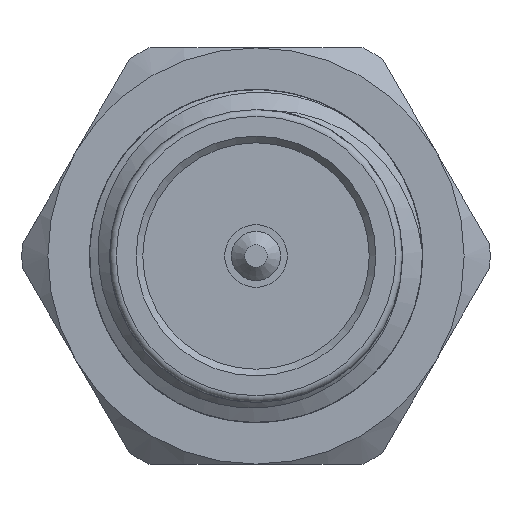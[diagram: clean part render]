
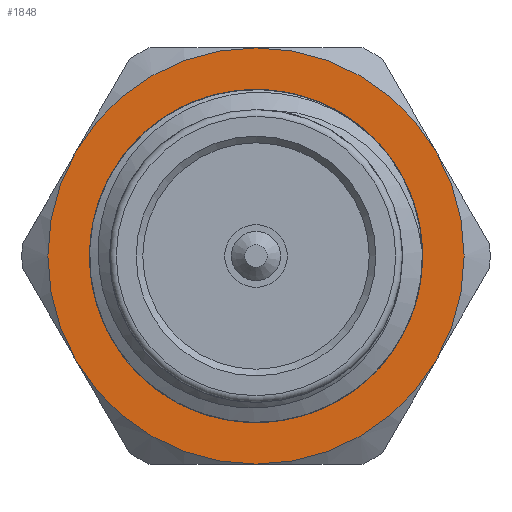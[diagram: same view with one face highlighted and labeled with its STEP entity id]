
A CAD part, left-side view. The second image highlights one B-rep face of the part: STEP entity #1848.
In plain terms, the highlighted planar face has unit normal (-1, 0, 0).
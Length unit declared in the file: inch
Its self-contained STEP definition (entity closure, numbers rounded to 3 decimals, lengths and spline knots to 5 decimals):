
#3 = CARTESIAN_POINT ( 'NONE',  ( 0.245, 0., 0.10989 ) ) ;
#108 = DIRECTION ( 'NONE',  ( -1., 0., 0. ) ) ;
#131 = EDGE_CURVE ( 'NONE', #2450, #2522, #207, .T. ) ;
#185 = VERTEX_POINT ( 'NONE', #2276 ) ;
#187 = CARTESIAN_POINT ( 'NONE',  ( 0.245, 0., 0. ) ) ;
#207 = CIRCLE ( 'NONE', #368, 0.15625 ) ;
#246 = VERTEX_POINT ( 'NONE', #3 ) ;
#272 = DIRECTION ( 'NONE',  ( 0., 0., 1. ) ) ;
#327 = ORIENTED_EDGE ( 'NONE', *, *, #487, .T. ) ;
#368 = AXIS2_PLACEMENT_3D ( 'NONE', #1221, #1425, #432 ) ;
#432 = DIRECTION ( 'NONE',  ( 0., 0., 1. ) ) ;
#487 = EDGE_CURVE ( 'NONE', #547, #185, #1967, .T. ) ;
#532 = DIRECTION ( 'NONE',  ( 0., 0., 1. ) ) ;
#547 = VERTEX_POINT ( 'NONE', #1074 ) ;
#575 = CARTESIAN_POINT ( 'NONE',  ( 0.245, 0., 0. ) ) ;
#584 = CIRCLE ( 'NONE', #1559, 0.15625 ) ;
#639 = AXIS2_PLACEMENT_3D ( 'NONE', #2277, #2099, #532 ) ;
#644 = AXIS2_PLACEMENT_3D ( 'NONE', #187, #2165, #2367 ) ;
#645 = CARTESIAN_POINT ( 'NONE',  ( 0.245, -0.13532, 0.07813 ) ) ;
#662 = AXIS2_PLACEMENT_3D ( 'NONE', #575, #1552, #2355 ) ;
#680 = DIRECTION ( 'NONE',  ( 0., 0., 1. ) ) ;
#687 = ORIENTED_EDGE ( 'NONE', *, *, #2424, .T. ) ;
#698 = CARTESIAN_POINT ( 'NONE',  ( 0.245, 0., 0. ) ) ;
#712 = AXIS2_PLACEMENT_3D ( 'NONE', #698, #726, #1928 ) ;
#726 = DIRECTION ( 'NONE',  ( -1., 0., 0. ) ) ;
#757 = PLANE ( 'NONE',  #1164 ) ;
#858 = CIRCLE ( 'NONE', #644, 0.15625 ) ;
#895 = CIRCLE ( 'NONE', #662, 0.15625 ) ;
#903 = CARTESIAN_POINT ( 'NONE',  ( 0.245, 0., 0.15625 ) ) ;
#968 = FACE_BOUND ( 'NONE', #1650, .T. ) ;
#969 = DIRECTION ( 'NONE',  ( 0., 0., 1. ) ) ;
#993 = VERTEX_POINT ( 'NONE', #645 ) ;
#1036 = ORIENTED_EDGE ( 'NONE', *, *, #1522, .T. ) ;
#1074 = CARTESIAN_POINT ( 'NONE',  ( 0.245, 0., -0.15625 ) ) ;
#1160 = EDGE_CURVE ( 'NONE', #246, #246, #1962, .T. ) ;
#1164 = AXIS2_PLACEMENT_3D ( 'NONE', #1369, #2154, #969 ) ;
#1221 = CARTESIAN_POINT ( 'NONE',  ( 0.245, 0., 0. ) ) ;
#1271 = EDGE_LOOP ( 'NONE', ( #2584, #2156, #2289, #1036, #327, #687 ) ) ;
#1357 = CARTESIAN_POINT ( 'NONE',  ( 0.245, 0.13532, -0.07813 ) ) ;
#1369 = CARTESIAN_POINT ( 'NONE',  ( 0.245, 0., 0. ) ) ;
#1425 = DIRECTION ( 'NONE',  ( -1., 0., 0. ) ) ;
#1454 = DIRECTION ( 'NONE',  ( -1., 0., 0. ) ) ;
#1472 = CARTESIAN_POINT ( 'NONE',  ( 0.245, 0., 0. ) ) ;
#1522 = EDGE_CURVE ( 'NONE', #2522, #547, #2436, .T. ) ;
#1552 = DIRECTION ( 'NONE',  ( -1., 0., 0. ) ) ;
#1559 = AXIS2_PLACEMENT_3D ( 'NONE', #1697, #108, #680 ) ;
#1650 = EDGE_LOOP ( 'NONE', ( #1974 ) ) ;
#1697 = CARTESIAN_POINT ( 'NONE',  ( 0.245, 0., 0. ) ) ;
#1848 = ADVANCED_FACE ( 'NONE', ( #968, #2204 ), #757, .T. ) ;
#1928 = DIRECTION ( 'NONE',  ( 0., 0., 1. ) ) ;
#1931 = AXIS2_PLACEMENT_3D ( 'NONE', #1472, #1454, #272 ) ;
#1962 = CIRCLE ( 'NONE', #639, 0.10989 ) ;
#1967 = CIRCLE ( 'NONE', #1931, 0.15625 ) ;
#1974 = ORIENTED_EDGE ( 'NONE', *, *, #1160, .F. ) ;
#2075 = EDGE_CURVE ( 'NONE', #2104, #2450, #584, .T. ) ;
#2099 = DIRECTION ( 'NONE',  ( -1., 0., 0. ) ) ;
#2104 = VERTEX_POINT ( 'NONE', #903 ) ;
#2154 = DIRECTION ( 'NONE',  ( -1., 0., 0. ) ) ;
#2156 = ORIENTED_EDGE ( 'NONE', *, *, #2075, .T. ) ;
#2165 = DIRECTION ( 'NONE',  ( -1., 0., 0. ) ) ;
#2204 = FACE_OUTER_BOUND ( 'NONE', #1271, .T. ) ;
#2276 = CARTESIAN_POINT ( 'NONE',  ( 0.245, -0.13532, -0.07812 ) ) ;
#2277 = CARTESIAN_POINT ( 'NONE',  ( 0.245, 0., 0. ) ) ;
#2289 = ORIENTED_EDGE ( 'NONE', *, *, #131, .T. ) ;
#2355 = DIRECTION ( 'NONE',  ( 0., 0., 1. ) ) ;
#2367 = DIRECTION ( 'NONE',  ( 0., 0., 1. ) ) ;
#2424 = EDGE_CURVE ( 'NONE', #185, #993, #895, .T. ) ;
#2436 = CIRCLE ( 'NONE', #712, 0.15625 ) ;
#2450 = VERTEX_POINT ( 'NONE', #2542 ) ;
#2522 = VERTEX_POINT ( 'NONE', #1357 ) ;
#2542 = CARTESIAN_POINT ( 'NONE',  ( 0.245, 0.13532, 0.07813 ) ) ;
#2584 = ORIENTED_EDGE ( 'NONE', *, *, #2586, .T. ) ;
#2586 = EDGE_CURVE ( 'NONE', #993, #2104, #858, .T. ) ;
